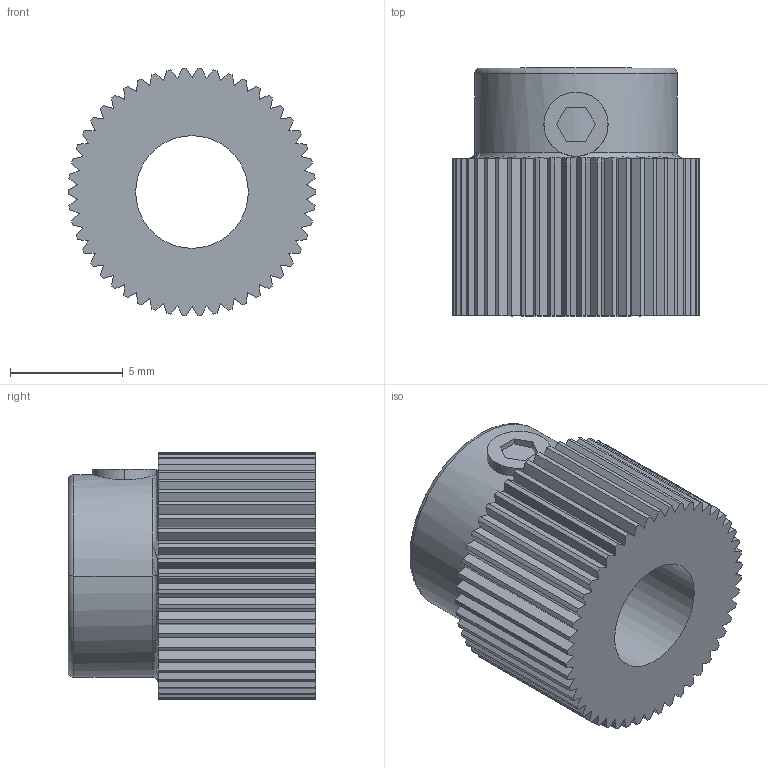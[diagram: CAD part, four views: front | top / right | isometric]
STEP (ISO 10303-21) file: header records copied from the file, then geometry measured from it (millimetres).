
FILE_DESCRIPTION (( 'STEP AP214' ), '1' );
FILE_NAME ('Gear_Extruder_DIY_3DPrinter.STEP', '2024-10-07T15:19:18', ( '' ), ( '' ), 'SwSTEP 2.0', 'SolidWorks 2010', '' );
FILE_SCHEMA (( 'AUTOMOTIVE_DESIGN' ));
Length unit declared in the file: millimetre
Products named in the file (1): Gear_Extruder_DIY_3DPrinter
Bounding box: 11 x 11 x 10.99 mm (x, y, z)
Volume: 670.7 mm3; surface area: 825 mm2
Topology: 1 solids, 1 shells, 184 faces, 531 edges, 352 vertices
Faces by surface type: plane 117, cylinder 61, torus 6
Entity records: 6381 total; most frequent: CARTESIAN_POINT 1192, ORIENTED_EDGE 1062, DIRECTION 1017, EDGE_CURVE 531, LINE 383, VECTOR 383, VERTEX_POINT 352, AXIS2_PLACEMENT_3D 317
